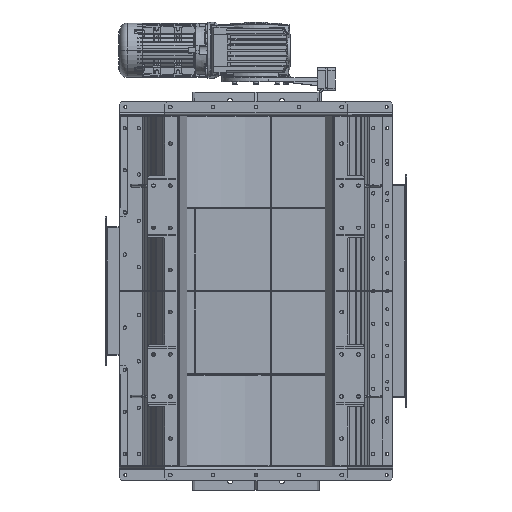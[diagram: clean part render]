
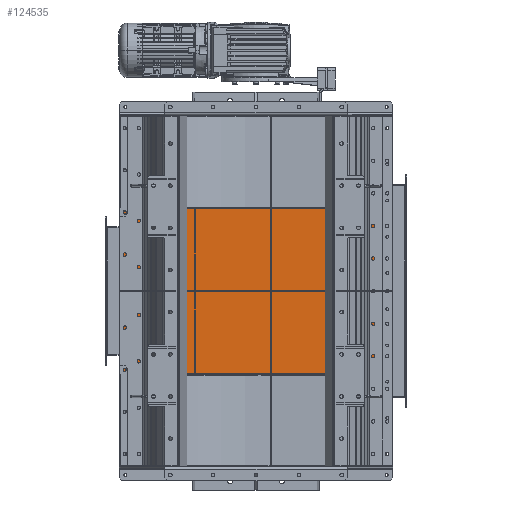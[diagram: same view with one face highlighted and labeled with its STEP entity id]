
A CAD part, front view. The second image highlights one B-rep face of the part: STEP entity #124535.
In plain terms, the highlighted planar face has unit normal (0, -1, 0).
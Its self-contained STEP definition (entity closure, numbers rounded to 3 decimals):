
#376 = DIRECTION ( 'NONE',  ( 0., 1., 0. ) ) ;
#4999 = AXIS2_PLACEMENT_3D ( 'NONE', #18699, #111186, #9293 ) ;
#6012 = VERTEX_POINT ( 'NONE', #121928 ) ;
#7645 = CARTESIAN_POINT ( 'NONE',  ( 64.444, 538., -948.597 ) ) ;
#8518 = CIRCLE ( 'NONE', #115513, 6. ) ;
#8563 = DIRECTION ( 'NONE',  ( 0., 1., 0. ) ) ;
#8602 = DIRECTION ( 'NONE',  ( 1., 0., 0. ) ) ;
#9075 = CARTESIAN_POINT ( 'NONE',  ( 193.333, 538., -954.597 ) ) ;
#9242 = LINE ( 'NONE', #80212, #47929 ) ;
#9293 = DIRECTION ( 'NONE',  ( 0., 0., 1. ) ) ;
#10343 = ORIENTED_EDGE ( 'NONE', *, *, #120341, .T. ) ;
#10349 = EDGE_CURVE ( 'NONE', #87068, #40320, #87716, .T. ) ;
#10531 = CARTESIAN_POINT ( 'NONE',  ( -64.444, 538., -954.597 ) ) ;
#11402 = DIRECTION ( 'NONE',  ( 1., 0., 0. ) ) ;
#12429 = EDGE_LOOP ( 'NONE', ( #80994, #131600 ) ) ;
#15288 = ORIENTED_EDGE ( 'NONE', *, *, #130064, .T. ) ;
#16119 = AXIS2_PLACEMENT_3D ( 'NONE', #10531, #8563, #50048 ) ;
#16923 = VERTEX_POINT ( 'NONE', #35522 ) ;
#17760 = ORIENTED_EDGE ( 'NONE', *, *, #25616, .T. ) ;
#18699 = CARTESIAN_POINT ( 'NONE',  ( 193.333, 538., -954.597 ) ) ;
#19235 = CARTESIAN_POINT ( 'NONE',  ( -64.444, 538., -954.597 ) ) ;
#19936 = CARTESIAN_POINT ( 'NONE',  ( 64.444, 538., -960.597 ) ) ;
#21224 = CIRCLE ( 'NONE', #106763, 6. ) ;
#21431 = DIRECTION ( 'NONE',  ( 0., 0., 1. ) ) ;
#23369 = VERTEX_POINT ( 'NONE', #104575 ) ;
#25291 = CARTESIAN_POINT ( 'NONE',  ( 64.444, 538., -954.597 ) ) ;
#25616 = EDGE_CURVE ( 'NONE', #16923, #30103, #8518, .T. ) ;
#27513 = EDGE_LOOP ( 'NONE', ( #55051, #10343 ) ) ;
#27933 = DIRECTION ( 'NONE',  ( 0., 1., 0. ) ) ;
#28495 = CIRCLE ( 'NONE', #4999, 6. ) ;
#29250 = VERTEX_POINT ( 'NONE', #76344 ) ;
#30103 = VERTEX_POINT ( 'NONE', #61622 ) ;
#31267 = CARTESIAN_POINT ( 'NONE',  ( -193.333, 538., -954.597 ) ) ;
#34017 = FACE_BOUND ( 'NONE', #122277, .T. ) ;
#35522 = CARTESIAN_POINT ( 'NONE',  ( 193.333, 538., -960.597 ) ) ;
#36305 = DIRECTION ( 'NONE',  ( 0., 1., 0. ) ) ;
#40320 = VERTEX_POINT ( 'NONE', #49148 ) ;
#41548 = CARTESIAN_POINT ( 'NONE',  ( 64.444, 538., -954.597 ) ) ;
#42711 = DIRECTION ( 'NONE',  ( 0., 0., -1. ) ) ;
#45672 = DIRECTION ( 'NONE',  ( 0., 0., 1. ) ) ;
#46669 = ORIENTED_EDGE ( 'NONE', *, *, #89325, .T. ) ;
#47929 = VECTOR ( 'NONE', #8602, 1000. ) ;
#48053 = AXIS2_PLACEMENT_3D ( 'NONE', #56701, #106375, #126517 ) ;
#48078 = EDGE_CURVE ( 'NONE', #30103, #16923, #28495, .T. ) ;
#49016 = EDGE_LOOP ( 'NONE', ( #67433, #15288 ) ) ;
#49148 = CARTESIAN_POINT ( 'NONE',  ( -64.444, 538., -960.597 ) ) ;
#50048 = DIRECTION ( 'NONE',  ( 0., 0., 1. ) ) ;
#51505 = VERTEX_POINT ( 'NONE', #7645 ) ;
#52221 = DIRECTION ( 'NONE',  ( 0., 1., 0. ) ) ;
#53384 = LINE ( 'NONE', #105025, #84722 ) ;
#54087 = PLANE ( 'NONE',  #48053 ) ;
#54484 = ORIENTED_EDGE ( 'NONE', *, *, #100872, .T. ) ;
#55051 = ORIENTED_EDGE ( 'NONE', *, *, #68531, .T. ) ;
#56068 = FACE_BOUND ( 'NONE', #27513, .T. ) ;
#56190 = CARTESIAN_POINT ( 'NONE',  ( -64.444, 538., -948.597 ) ) ;
#56701 = CARTESIAN_POINT ( 'NONE',  ( 0., 538., 0. ) ) ;
#61408 = DIRECTION ( 'NONE',  ( 0., 0., 1. ) ) ;
#61622 = CARTESIAN_POINT ( 'NONE',  ( 193.333, 538., -948.597 ) ) ;
#62490 = AXIS2_PLACEMENT_3D ( 'NONE', #31267, #72085, #61408 ) ;
#64936 = CARTESIAN_POINT ( 'NONE',  ( -297., 538., -4.4 ) ) ;
#66354 = ORIENTED_EDGE ( 'NONE', *, *, #48078, .T. ) ;
#67415 = DIRECTION ( 'NONE',  ( 0., 0., 1. ) ) ;
#67433 = ORIENTED_EDGE ( 'NONE', *, *, #10349, .T. ) ;
#68531 = EDGE_CURVE ( 'NONE', #111012, #78157, #130636, .T. ) ;
#69158 = CIRCLE ( 'NONE', #86272, 6. ) ;
#72085 = DIRECTION ( 'NONE',  ( 0., 1., 0. ) ) ;
#72970 = LINE ( 'NONE', #64936, #80624 ) ;
#75314 = CIRCLE ( 'NONE', #62490, 6. ) ;
#76344 = CARTESIAN_POINT ( 'NONE',  ( -297., 538., -4.4 ) ) ;
#76792 = FACE_BOUND ( 'NONE', #12429, .T. ) ;
#78157 = VERTEX_POINT ( 'NONE', #103430 ) ;
#80212 = CARTESIAN_POINT ( 'NONE',  ( -297., 538., -970.197 ) ) ;
#80624 = VECTOR ( 'NONE', #11402, 1000. ) ;
#80994 = ORIENTED_EDGE ( 'NONE', *, *, #86893, .T. ) ;
#82025 = DIRECTION ( 'NONE',  ( 0., 0., 1. ) ) ;
#84722 = VECTOR ( 'NONE', #42711, 1000. ) ;
#86272 = AXIS2_PLACEMENT_3D ( 'NONE', #41548, #52221, #91710 ) ;
#86893 = EDGE_CURVE ( 'NONE', #51505, #95145, #69158, .T. ) ;
#87068 = VERTEX_POINT ( 'NONE', #56190 ) ;
#87716 = CIRCLE ( 'NONE', #105113, 6. ) ;
#89325 = EDGE_CURVE ( 'NONE', #29250, #23369, #53384, .T. ) ;
#90817 = DIRECTION ( 'NONE',  ( 0., 0., 1. ) ) ;
#91710 = DIRECTION ( 'NONE',  ( 0., 0., 1. ) ) ;
#91976 = EDGE_CURVE ( 'NONE', #29250, #106131, #72970, .T. ) ;
#95145 = VERTEX_POINT ( 'NONE', #19936 ) ;
#96580 = CARTESIAN_POINT ( 'NONE',  ( -193.333, 538., -954.597 ) ) ;
#96906 = CARTESIAN_POINT ( 'NONE',  ( -193.333, 538., -948.597 ) ) ;
#99134 = ORIENTED_EDGE ( 'NONE', *, *, #91976, .F. ) ;
#99205 = CARTESIAN_POINT ( 'NONE',  ( 297., 538., -4.4 ) ) ;
#100872 = EDGE_CURVE ( 'NONE', #23369, #6012, #9242, .T. ) ;
#102247 = DIRECTION ( 'NONE',  ( 0., 1., 0. ) ) ;
#103430 = CARTESIAN_POINT ( 'NONE',  ( -193.333, 538., -960.597 ) ) ;
#104575 = CARTESIAN_POINT ( 'NONE',  ( -297., 538., -970.197 ) ) ;
#105025 = CARTESIAN_POINT ( 'NONE',  ( -297., 538., 0. ) ) ;
#105113 = AXIS2_PLACEMENT_3D ( 'NONE', #19235, #102247, #90817 ) ;
#106131 = VERTEX_POINT ( 'NONE', #99205 ) ;
#106375 = DIRECTION ( 'NONE',  ( 0., 1., 0. ) ) ;
#106763 = AXIS2_PLACEMENT_3D ( 'NONE', #25291, #27933, #67415 ) ;
#107059 = FACE_BOUND ( 'NONE', #49016, .T. ) ;
#108988 = EDGE_CURVE ( 'NONE', #6012, #106131, #113910, .T. ) ;
#111012 = VERTEX_POINT ( 'NONE', #96906 ) ;
#111186 = DIRECTION ( 'NONE',  ( 0., 1., 0. ) ) ;
#111723 = ORIENTED_EDGE ( 'NONE', *, *, #108988, .T. ) ;
#112419 = CIRCLE ( 'NONE', #16119, 6. ) ;
#113528 = AXIS2_PLACEMENT_3D ( 'NONE', #96580, #36305, #45672 ) ;
#113910 = LINE ( 'NONE', #123295, #123663 ) ;
#115513 = AXIS2_PLACEMENT_3D ( 'NONE', #9075, #376, #82025 ) ;
#116960 = EDGE_LOOP ( 'NONE', ( #54484, #111723, #99134, #46669 ) ) ;
#117143 = EDGE_CURVE ( 'NONE', #95145, #51505, #21224, .T. ) ;
#118420 = FACE_OUTER_BOUND ( 'NONE', #116960, .T. ) ;
#120341 = EDGE_CURVE ( 'NONE', #78157, #111012, #75314, .T. ) ;
#121928 = CARTESIAN_POINT ( 'NONE',  ( 297., 538., -970.197 ) ) ;
#122277 = EDGE_LOOP ( 'NONE', ( #66354, #17760 ) ) ;
#123295 = CARTESIAN_POINT ( 'NONE',  ( 297., 538., 0. ) ) ;
#123663 = VECTOR ( 'NONE', #21431, 1000. ) ;
#124535 = ADVANCED_FACE ( 'NONE', ( #34017, #76792, #107059, #56068, #118420 ), #54087, .F. ) ;
#126517 = DIRECTION ( 'NONE',  ( 0., 0., 1. ) ) ;
#130064 = EDGE_CURVE ( 'NONE', #40320, #87068, #112419, .T. ) ;
#130636 = CIRCLE ( 'NONE', #113528, 6. ) ;
#131600 = ORIENTED_EDGE ( 'NONE', *, *, #117143, .T. ) ;
